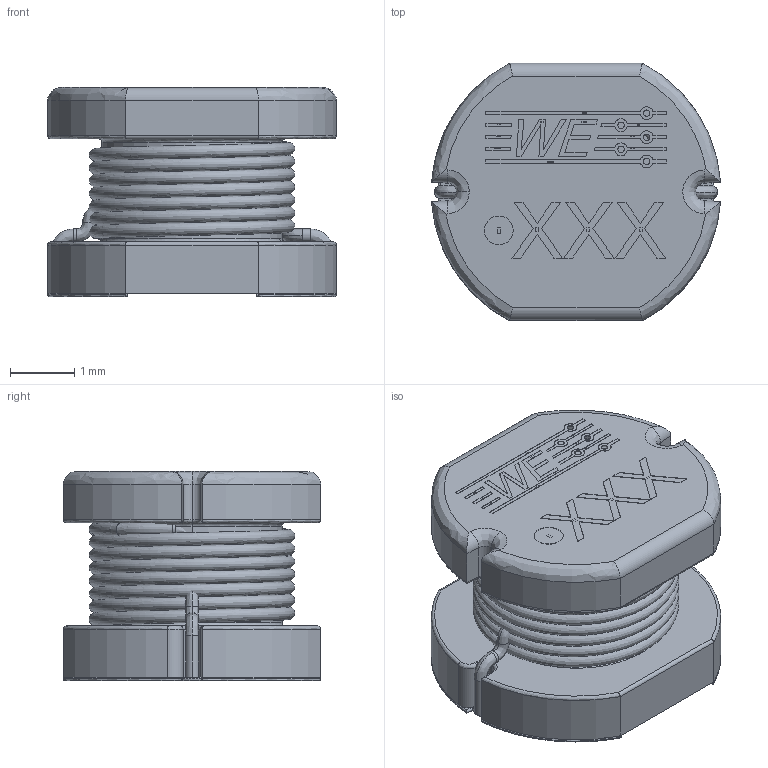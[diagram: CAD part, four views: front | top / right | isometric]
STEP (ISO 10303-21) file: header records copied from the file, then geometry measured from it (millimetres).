
FILE_DESCRIPTION (( 'STEP AP214' ), '1' );
FILE_NAME ('User Library-4532-1.STEP', '2016-07-08T08:24:29', ( 'Windows User' ), ( '' ), 'SwSTEP 2.0', 'SolidWorks 2016', '' );
FILE_SCHEMA (( 'AUTOMOTIVE_DESIGN' ));
Length unit declared in the file: centimetre
Products named in the file (7): User Library-4532-1_Anschl_X_FCsse_1; User Library-4532-1_Beschriftung_1; User Library-4532-1_Windung2_1; User Library-4532-1_Windung1_1; User Library-4532-1_Windung_1; User Library-4532-1_K_X_F6rper_1; User Library-4532-1
Assembly tree (6 placements, depth 2):
  User Library-4532-1
    User Library-4532-1_K_X_F6rper_1
    User Library-4532-1_Windung_1
    User Library-4532-1_Windung1_1
    User Library-4532-1_Windung2_1
    User Library-4532-1_Beschriftung_1
    User Library-4532-1_Anschl_X_FCsse_1
Bounding box: 4.49 x 4 x 3.25 mm (x, y, z)
Volume: 2.7 mm3; surface area: 158.6 mm2
Topology: 5 solids, 6 shells, 510 faces, 1281 edges, 828 vertices
Faces by surface type: plane 341, cylinder 109, bspline 60
Entity records: 23273 total; most frequent: CARTESIAN_POINT 5486, ORIENTED_EDGE 2552, DIRECTION 2264, EDGE_CURVE 1281, LINE 956, VECTOR 956, VERTEX_POINT 828, AXIS2_PLACEMENT_3D 654
